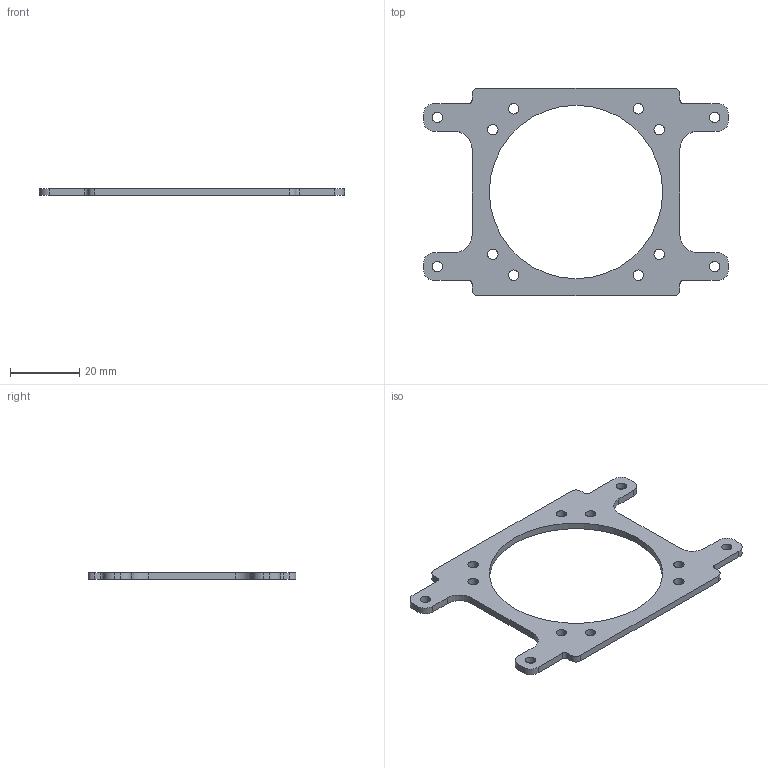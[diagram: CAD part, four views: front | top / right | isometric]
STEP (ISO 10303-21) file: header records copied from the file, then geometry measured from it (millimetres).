
FILE_DESCRIPTION(/* description */ ('','CAx-IF Rec.Pracs.---Representation and Presentation of Product Manufacturing Information (PMI)---4.0---2014-10-13'),/* implementation_level */ '2;1');
FILE_NAME(/* name */ '',/* time_stamp */ '2025-02-24T16:34:23+08:00',/* author */ (''),/* organization */ (''),/* preprocessor_version */ 'ST-DEVELOPER v20',/* originating_system */ 'Autodesk Translation Framework v13.20.0.188',/* authorisation */ '');
FILE_SCHEMA (('AP242_MANAGED_MODEL_BASED_3D_ENGINEERING_MIM_LF { 1 0 10303 442 1 1 4 }'));
Length unit declared in the file: millimetre
Products named in the file (2): mid360雷达固定板; mid360雷达固定板_1
Assembly tree (1 placements, depth 2):
  mid360雷达固定板
    mid360雷达固定板_1
Bounding box: 88 x 60 x 2 mm (x, y, z)
Volume: 4006.2 mm3; surface area: 5202.5 mm2
Topology: 1 solids, 1 shells, 55 faces, 159 edges, 106 vertices
Faces by surface type: cylinder 33, plane 22
Full cylindrical faces by diameter (mm): 3 x12, 50 x1
Entity records: 1944 total; most frequent: DIRECTION 341, CARTESIAN_POINT 323, ORIENTED_EDGE 318, EDGE_CURVE 159, AXIS2_PLACEMENT_3D 124, VERTEX_POINT 106, LINE 93, VECTOR 93
